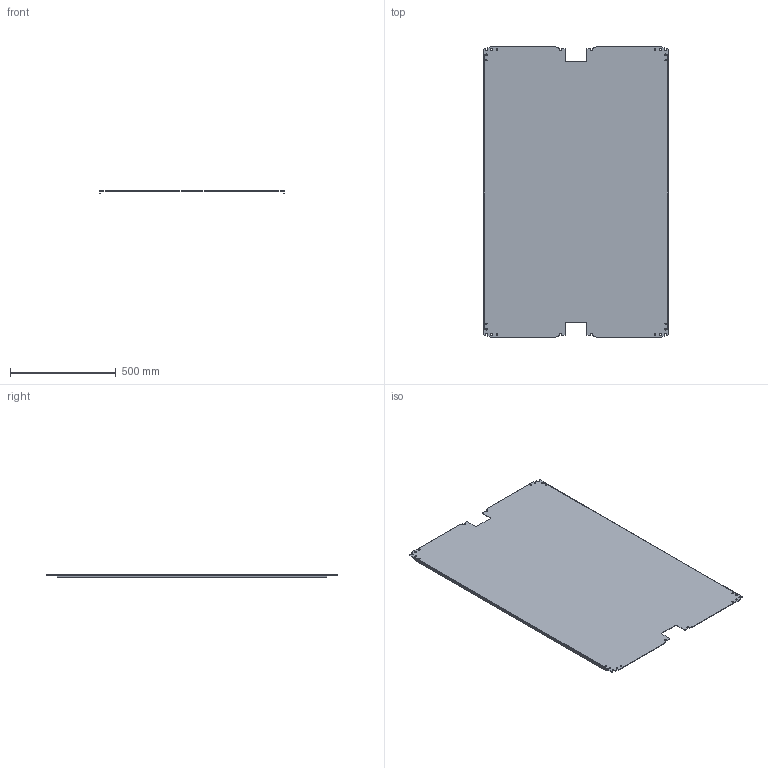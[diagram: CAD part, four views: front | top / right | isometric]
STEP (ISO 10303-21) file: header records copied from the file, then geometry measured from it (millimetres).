
FILE_DESCRIPTION(('STEP AP242'),'1');
FILE_NAME('nsypmm1510.stp','2019-07-09T20:22:10',('TraceParts'),('TraceParts S.A.'),'Spatial InterOp 3D',' ',' ');
FILE_SCHEMA(('AP242_MANAGED_MODEL_BASED_3D_ENGINEERING_MIM_LF {1 0 10303 442 1 1 4}'));
Length unit declared in the file: millimetre
Products named in the file (1): nsypmm1510
Bounding box: 875 x 1375 x 12.5 mm (x, y, z)
Volume: 3023083 mm3; surface area: 2431590.2 mm2
Topology: 1 solids, 1 shells, 166 faces, 468 edges, 304 vertices
Faces by surface type: cylinder 84, plane 78, bspline 4
Entity records: 5595 total; most frequent: CARTESIAN_POINT 1103, DIRECTION 946, ORIENTED_EDGE 936, EDGE_CURVE 468, AXIS2_PLACEMENT_3D 323, VERTEX_POINT 304, LINE 300, VECTOR 300
